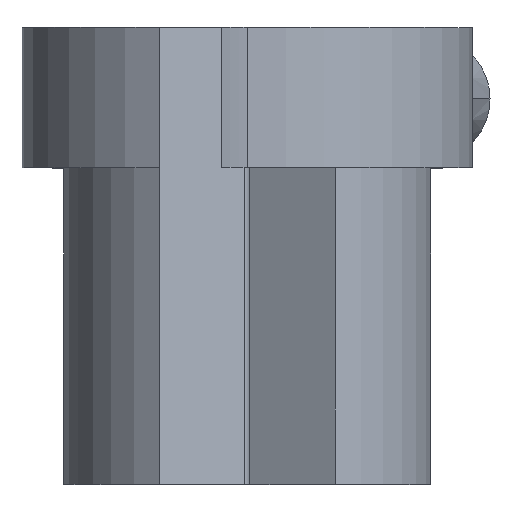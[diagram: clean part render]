
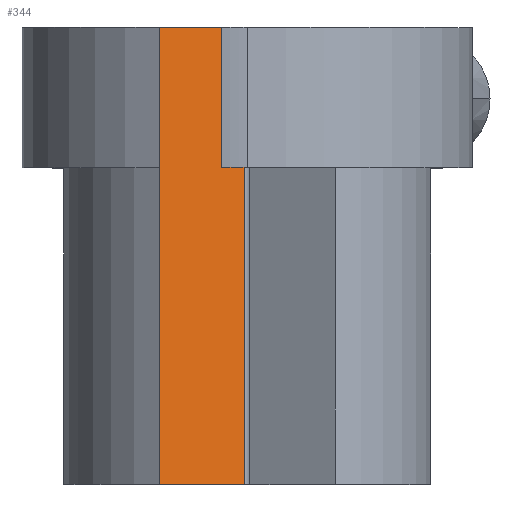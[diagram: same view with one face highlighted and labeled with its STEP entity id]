
A CAD part, top view. The second image highlights one B-rep face of the part: STEP entity #344.
In plain terms, the highlighted planar face has unit normal (0.5, 0, 0.866).
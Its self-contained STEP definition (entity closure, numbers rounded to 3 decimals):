
#284 = VERTEX_POINT ( 'NONE', #973 ) ;
#295 = VERTEX_POINT ( 'NONE', #842 ) ;
#297 = EDGE_CURVE ( 'NONE', #295, #298, #841, .T. ) ;
#298 = VERTEX_POINT ( 'NONE', #869 ) ;
#344 = ADVANCED_FACE ( 'NONE', ( #936 ), #935, .F. ) ;
#345 = EDGE_LOOP ( 'NONE', ( #346, #347, #349, #350 ) ) ;
#346 = ORIENTED_EDGE ( 'NONE', *, *, #498, .F. ) ;
#347 = ORIENTED_EDGE ( 'NONE', *, *, #348, .T. ) ;
#348 = EDGE_CURVE ( 'NONE', #284, #298, #930, .T. ) ;
#349 = ORIENTED_EDGE ( 'NONE', *, *, #297, .F. ) ;
#350 = ORIENTED_EDGE ( 'NONE', *, *, #351, .T. ) ;
#351 = EDGE_CURVE ( 'NONE', #295, #499, #926, .T. ) ;
#498 = EDGE_CURVE ( 'NONE', #284, #499, #1245, .T. ) ;
#499 = VERTEX_POINT ( 'NONE', #1241 ) ;
#841 = LINE ( 'NONE', #872, #871 ) ;
#842 = CARTESIAN_POINT ( 'NONE',  ( -13.25, 44., -7.939 ) ) ;
#869 = CARTESIAN_POINT ( 'NONE',  ( -0.25, 44., -15.444 ) ) ;
#870 = DIRECTION ( 'NONE',  ( 0.866, 0., -0.5 ) ) ;
#871 = VECTOR ( 'NONE', #870, 1000. ) ;
#872 = CARTESIAN_POINT ( 'NONE',  ( -13.5, 44., -7.794 ) ) ;
#923 = DIRECTION ( 'NONE',  ( 0., -1., 0. ) ) ;
#924 = VECTOR ( 'NONE', #923, 1000. ) ;
#925 = CARTESIAN_POINT ( 'NONE',  ( -13.25, 0., -7.939 ) ) ;
#926 = LINE ( 'NONE', #925, #924 ) ;
#927 = DIRECTION ( 'NONE',  ( 0., 1., 0. ) ) ;
#928 = VECTOR ( 'NONE', #927, 1000. ) ;
#929 = CARTESIAN_POINT ( 'NONE',  ( -0.25, 44., -15.444 ) ) ;
#930 = LINE ( 'NONE', #929, #928 ) ;
#931 = DIRECTION ( 'NONE',  ( -0.866, 0., 0.5 ) ) ;
#932 = DIRECTION ( 'NONE',  ( -0.5, 0., -0.866 ) ) ;
#933 = CARTESIAN_POINT ( 'NONE',  ( -13.5, 44., -7.794 ) ) ;
#934 = AXIS2_PLACEMENT_3D ( 'NONE', #933, #932, #931 ) ;
#935 = PLANE ( 'NONE',  #934 ) ;
#936 = FACE_OUTER_BOUND ( 'NONE', #345, .T. ) ;
#973 = CARTESIAN_POINT ( 'NONE',  ( -0.25, 0., -15.444 ) ) ;
#1241 = CARTESIAN_POINT ( 'NONE',  ( -13.25, 0., -7.939 ) ) ;
#1242 = DIRECTION ( 'NONE',  ( -0.866, 0., 0.5 ) ) ;
#1243 = VECTOR ( 'NONE', #1242, 1000. ) ;
#1244 = CARTESIAN_POINT ( 'NONE',  ( -6.75, 0., -11.691 ) ) ;
#1245 = LINE ( 'NONE', #1244, #1243 ) ;
